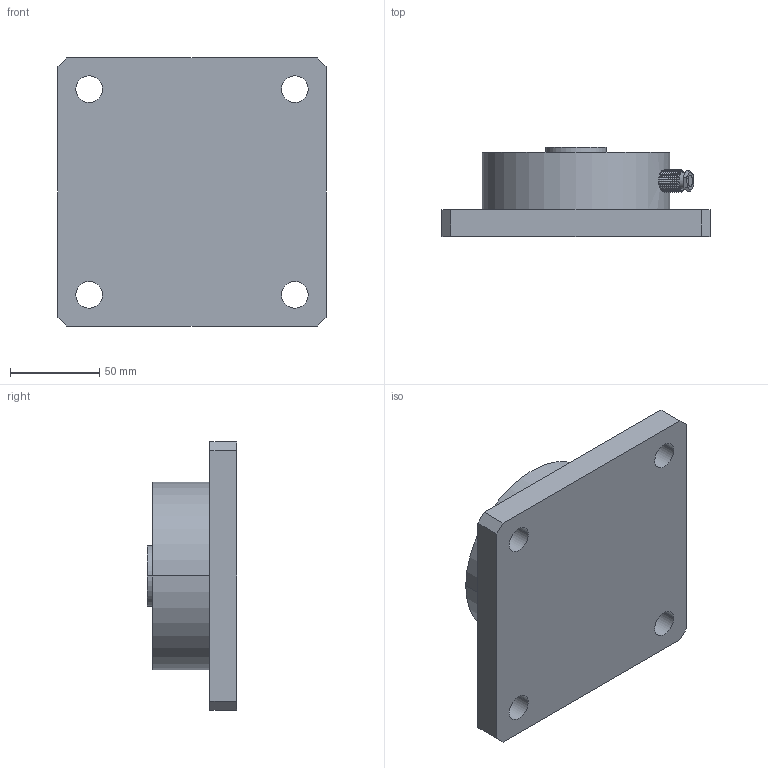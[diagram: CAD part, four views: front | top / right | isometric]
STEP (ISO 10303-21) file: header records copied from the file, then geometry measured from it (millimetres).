
FILE_DESCRIPTION(('STEP AP214'),'1');
FILE_NAME('CLS_1000-2000_kg.stp','2023-09-20T15:39:32',(' '),(' '),'Spatial InterOp 3D',' ',' ');
FILE_SCHEMA(('AUTOMOTIVE_DESIGN { 1 0 10303 214 1 1 1 1 }'));
Length unit declared in the file: metre
Products named in the file (6): viti; M6 x 30; CLS_1000-2000_kg; corpo; pressacavo ¼ GAS; piastra
Assembly tree (13 placements, depth 3):
  CLS_1000-2000_kg
    viti
      M6 x 30  x9
    corpo
    pressacavo ¼ GAS
    piastra
Bounding box: 150 x 50 x 150 mm (x, y, z)
Volume: 591213.8 mm3; surface area: 101999.5 mm2
Topology: 12 solids, 12 shells, 571 faces, 1296 edges, 759 vertices
Faces by surface type: cone 198, plane 172, cylinder 112, torus 86, bspline 2, offset 1
Entity records: 7822 total; most frequent: CARTESIAN_POINT 1748, DIRECTION 1376, ORIENTED_EDGE 1116, AXIS2_PLACEMENT_3D 583, EDGE_CURVE 558, VERTEX_POINT 335, EDGE_LOOP 313, CIRCLE 312
